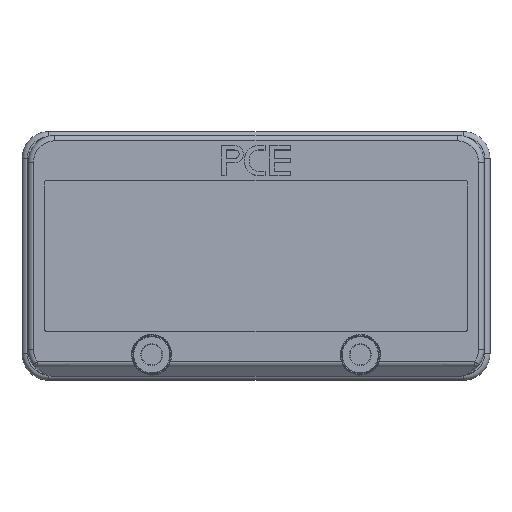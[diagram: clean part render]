
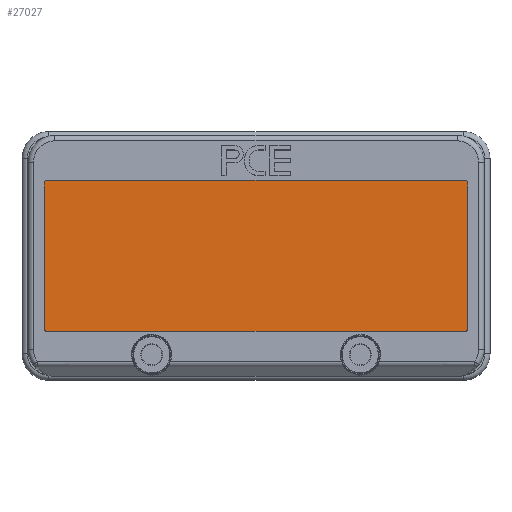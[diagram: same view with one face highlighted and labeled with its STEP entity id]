
A CAD part, top view. The second image highlights one B-rep face of the part: STEP entity #27027.
In plain terms, the highlighted planar face has unit normal (0, 0.002, 1).
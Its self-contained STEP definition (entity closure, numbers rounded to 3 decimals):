
#573 = CIRCLE ( 'NONE', #7859, 1. ) ;
#1012 = VECTOR ( 'NONE', #13066, 1000. ) ;
#1154 = CARTESIAN_POINT ( 'NONE',  ( 78.25, 28.265, 24.923 ) ) ;
#1279 = CARTESIAN_POINT ( 'NONE',  ( -79.25, -27.235, 25.05 ) ) ;
#2597 = CARTESIAN_POINT ( 'NONE',  ( -78.25, 28.265, 24.923 ) ) ;
#2872 = DIRECTION ( 'NONE',  ( 0., 0.002, 1. ) ) ;
#2876 = ORIENTED_EDGE ( 'NONE', *, *, #19340, .T. ) ;
#3194 = CARTESIAN_POINT ( 'NONE',  ( 78.25, -28.235, 25.052 ) ) ;
#4087 = DIRECTION ( 'NONE',  ( 0., 1., -0.002 ) ) ;
#4939 = EDGE_CURVE ( 'NONE', #12832, #29452, #8104, .T. ) ;
#5069 = AXIS2_PLACEMENT_3D ( 'NONE', #7840, #24662, #10243 ) ;
#5150 = VERTEX_POINT ( 'NONE', #18632 ) ;
#5740 = DIRECTION ( 'NONE',  ( 0., 0.002, 1. ) ) ;
#5901 = LINE ( 'NONE', #8844, #19438 ) ;
#6578 = EDGE_CURVE ( 'NONE', #28107, #29452, #11863, .T. ) ;
#7840 = CARTESIAN_POINT ( 'NONE',  ( -78.25, 27.265, 24.926 ) ) ;
#7859 = AXIS2_PLACEMENT_3D ( 'NONE', #17280, #2872, #19687 ) ;
#7885 = VERTEX_POINT ( 'NONE', #26637 ) ;
#7972 = EDGE_CURVE ( 'NONE', #8350, #5150, #573, .T. ) ;
#8104 = CIRCLE ( 'NONE', #10004, 1. ) ;
#8172 = CIRCLE ( 'NONE', #5069, 1. ) ;
#8350 = VERTEX_POINT ( 'NONE', #14575 ) ;
#8755 = AXIS2_PLACEMENT_3D ( 'NONE', #13755, #9039, #25841 ) ;
#8844 = CARTESIAN_POINT ( 'NONE',  ( 79.25, -27.235, 25.05 ) ) ;
#8889 = VERTEX_POINT ( 'NONE', #3194 ) ;
#8985 = ORIENTED_EDGE ( 'NONE', *, *, #6578, .F. ) ;
#9039 = DIRECTION ( 'NONE',  ( 0., 0.002, 1. ) ) ;
#9534 = DIRECTION ( 'NONE',  ( 0., 0.002, 1. ) ) ;
#9744 = VERTEX_POINT ( 'NONE', #30584 ) ;
#10004 = AXIS2_PLACEMENT_3D ( 'NONE', #20131, #5740, #22563 ) ;
#10243 = DIRECTION ( 'NONE',  ( 0., -1., 0.002 ) ) ;
#11863 = LINE ( 'NONE', #2597, #24683 ) ;
#11899 = CARTESIAN_POINT ( 'NONE',  ( -78.25, 28.265, 24.923 ) ) ;
#12808 = ORIENTED_EDGE ( 'NONE', *, *, #14942, .F. ) ;
#12832 = VERTEX_POINT ( 'NONE', #29873 ) ;
#13066 = DIRECTION ( 'NONE',  ( 1., 0., 0. ) ) ;
#13301 = DIRECTION ( 'NONE',  ( 0., 1., -0.002 ) ) ;
#13755 = CARTESIAN_POINT ( 'NONE',  ( 150.25, -27.235, 25.05 ) ) ;
#13986 = EDGE_CURVE ( 'NONE', #9744, #12832, #5901, .T. ) ;
#14564 = LINE ( 'NONE', #27454, #1012 ) ;
#14575 = CARTESIAN_POINT ( 'NONE',  ( -79.25, -27.235, 25.05 ) ) ;
#14942 = EDGE_CURVE ( 'NONE', #8350, #7885, #19604, .T. ) ;
#16637 = ORIENTED_EDGE ( 'NONE', *, *, #7972, .T. ) ;
#17280 = CARTESIAN_POINT ( 'NONE',  ( -78.25, -27.235, 25.05 ) ) ;
#18632 = CARTESIAN_POINT ( 'NONE',  ( -78.25, -28.235, 25.052 ) ) ;
#19340 = EDGE_CURVE ( 'NONE', #8889, #9744, #25833, .T. ) ;
#19438 = VECTOR ( 'NONE', #4087, 1000. ) ;
#19540 = ORIENTED_EDGE ( 'NONE', *, *, #13986, .T. ) ;
#19604 = LINE ( 'NONE', #1279, #25272 ) ;
#19687 = DIRECTION ( 'NONE',  ( 0., -1., 0.002 ) ) ;
#20131 = CARTESIAN_POINT ( 'NONE',  ( 78.25, 27.265, 24.926 ) ) ;
#22563 = DIRECTION ( 'NONE',  ( 0., -1., 0.002 ) ) ;
#22707 = ORIENTED_EDGE ( 'NONE', *, *, #30378, .T. ) ;
#23073 = EDGE_LOOP ( 'NONE', ( #27970, #2876, #19540, #26160, #8985, #22707, #12808, #16637 ) ) ;
#23431 = PLANE ( 'NONE',  #8755 ) ;
#23934 = CARTESIAN_POINT ( 'NONE',  ( 78.25, -27.235, 25.05 ) ) ;
#24662 = DIRECTION ( 'NONE',  ( 0., 0.002, 1. ) ) ;
#24683 = VECTOR ( 'NONE', #29114, 1000. ) ;
#25169 = EDGE_CURVE ( 'NONE', #5150, #8889, #14564, .T. ) ;
#25272 = VECTOR ( 'NONE', #13301, 1000. ) ;
#25833 = CIRCLE ( 'NONE', #26932, 1. ) ;
#25841 = DIRECTION ( 'NONE',  ( 0., -1., 0.002 ) ) ;
#26160 = ORIENTED_EDGE ( 'NONE', *, *, #4939, .T. ) ;
#26350 = DIRECTION ( 'NONE',  ( 0., -1., 0.002 ) ) ;
#26637 = CARTESIAN_POINT ( 'NONE',  ( -79.25, 27.265, 24.926 ) ) ;
#26932 = AXIS2_PLACEMENT_3D ( 'NONE', #23934, #9534, #26350 ) ;
#27027 = ADVANCED_FACE ( 'NONE', ( #29725 ), #23431, .T. ) ;
#27454 = CARTESIAN_POINT ( 'NONE',  ( -78.25, -28.235, 25.052 ) ) ;
#27970 = ORIENTED_EDGE ( 'NONE', *, *, #25169, .T. ) ;
#28107 = VERTEX_POINT ( 'NONE', #11899 ) ;
#29114 = DIRECTION ( 'NONE',  ( 1., 0., 0. ) ) ;
#29452 = VERTEX_POINT ( 'NONE', #1154 ) ;
#29725 = FACE_OUTER_BOUND ( 'NONE', #23073, .T. ) ;
#29873 = CARTESIAN_POINT ( 'NONE',  ( 79.25, 27.265, 24.926 ) ) ;
#30378 = EDGE_CURVE ( 'NONE', #28107, #7885, #8172, .T. ) ;
#30584 = CARTESIAN_POINT ( 'NONE',  ( 79.25, -27.235, 25.05 ) ) ;
